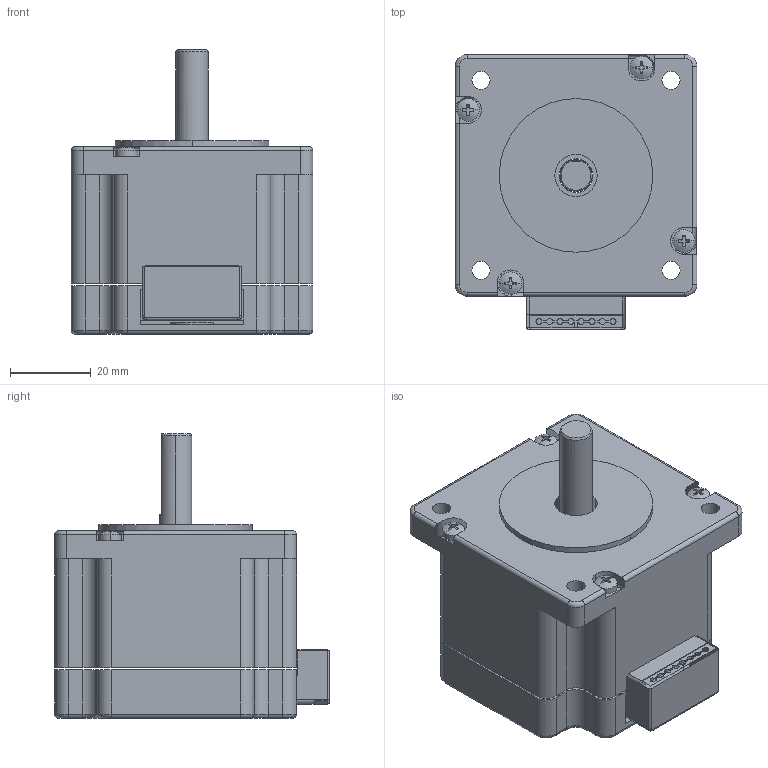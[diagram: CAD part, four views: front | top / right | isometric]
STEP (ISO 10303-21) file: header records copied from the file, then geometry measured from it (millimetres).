
FILE_DESCRIPTION((''),'2;1');
FILE_NAME('FL60STH45-2008AF_SW0003','2021-04-14T08:41:52',('guhaibo'),(''),'CREO PARAMETRIC BY PTC INC, 2017110','CREO PARAMETRIC BY PTC INC, 2017110','');
FILE_SCHEMA(('CONFIG_CONTROL_DESIGN'));
Length unit declared in the file: millimetre
Products named in the file (1): FL60STH45-2008AF_SW0003
Bounding box: 60 x 68.15 x 70.5 mm (x, y, z)
Surface area: 20281.3 mm2 (no closed solid volume)
Topology: 0 solids, 16 shells, 159 faces, 679 edges, 522 vertices
Faces by surface type: cylinder 73, plane 57, torus 16, sphere 8, cone 3, bspline 2
Entity records: 7147 total; most frequent: CARTESIAN_POINT 1485, DIRECTION 1290, ORIENTED_EDGE 972, EDGE_CURVE 675, VERTEX_POINT 522, AXIS2_PLACEMENT_3D 478, VECTOR 334, LINE 334
